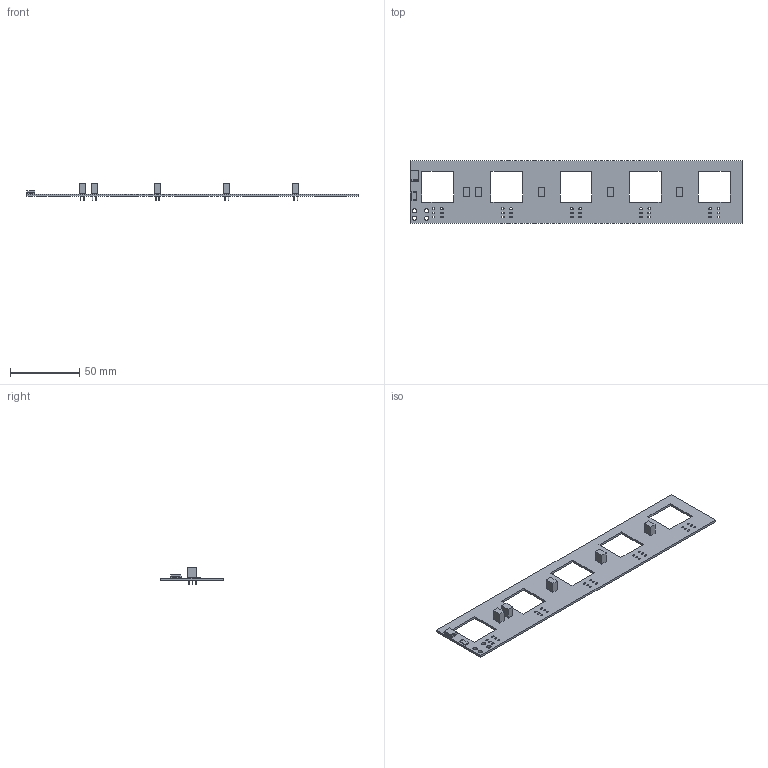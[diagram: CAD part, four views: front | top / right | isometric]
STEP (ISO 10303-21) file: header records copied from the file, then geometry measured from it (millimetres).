
FILE_DESCRIPTION(('KiCad electronic assembly'),'2;1');
FILE_NAME('heliosphere.step','2023-08-19T10:30:33',('Pcbnew'),('Kicad'), 'Open CASCADE STEP processor 7.5','KiCad to STEP converter','Unknown' );
FILE_SCHEMA(('AUTOMOTIVE_DESIGN { 1 0 10303 214 1 1 1 1 }'));
Length unit declared in the file: millimetre
Products named in the file (8): heliosphere 1; bourns_3266W_1_200LF; COMPOUND; D_SMC; SOLID; R_2512_6332Metric; _autosave-heliosphere PCB
Assembly tree (11 placements, depth 3):
  heliosphere 1
    bourns_3266W_1_200LF  x5
      COMPOUND
    D_SMC
      SOLID
    R_2512_6332Metric
      SOLID
    _autosave-heliosphere PCB
Bounding box: 240 x 45 x 12.85 mm (x, y, z)
Volume: 14313.9 mm3; surface area: 19769.8 mm2
Topology: 23 solids, 23 shells, 907 faces, 2568 edges, 1708 vertices
Faces by surface type: plane 851, cylinder 46, bspline 10
Full cylindrical faces by diameter (mm): 0.46 x15, 0.66 x15, 3 x4
Entity records: 60848 total; most frequent: CARTESIAN_POINT 10335, DIRECTION 9126, LINE 7274, VECTOR 7274, ORIENTED_EDGE 4968, PCURVE 4968, DEFINITIONAL_REPRESENTATION 4968, EDGE_CURVE 2484
